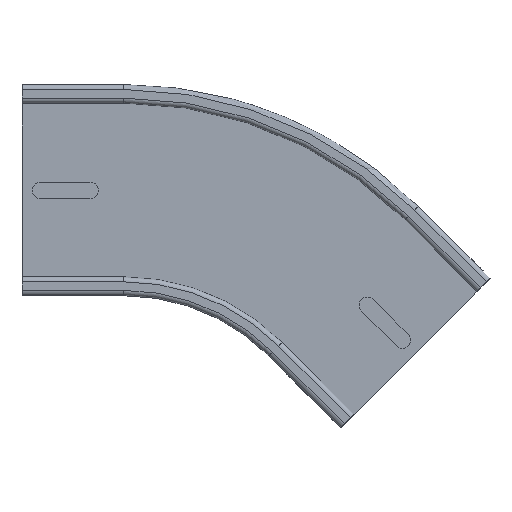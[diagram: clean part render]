
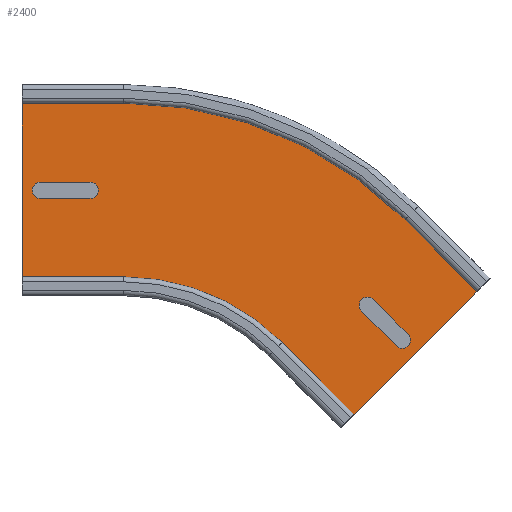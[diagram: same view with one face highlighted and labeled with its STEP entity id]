
A CAD part, top view. The second image highlights one B-rep face of the part: STEP entity #2400.
In plain terms, the highlighted planar face has unit normal (0, 0, 1).
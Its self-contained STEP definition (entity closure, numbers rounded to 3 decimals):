
#184=FACE_OUTER_BOUND('',#326,.T.);
#326=EDGE_LOOP('',(#1903,#1904,#1905,#1906,#1907,#1908,#1909,#1910));
#499=CIRCLE('',#2676,102.9);
#500=CIRCLE('',#2677,199.498);
#637=LINE('',#3914,#833);
#675=LINE('',#4037,#871);
#677=LINE('',#4043,#873);
#711=LINE('',#4144,#907);
#712=LINE('',#4146,#908);
#713=LINE('',#4148,#909);
#833=VECTOR('',#3042,1.);
#871=VECTOR('',#3166,1.);
#873=VECTOR('',#3172,1.);
#907=VECTOR('',#3280,1.);
#908=VECTOR('',#3281,1.);
#909=VECTOR('',#3282,1.);
#1081=VERTEX_POINT('',#3911);
#1082=VERTEX_POINT('',#3913);
#1124=VERTEX_POINT('',#4035);
#1125=VERTEX_POINT('',#4039);
#1155=VERTEX_POINT('',#4141);
#1156=VERTEX_POINT('',#4143);
#1157=VERTEX_POINT('',#4145);
#1158=VERTEX_POINT('',#4147);
#1337=EDGE_CURVE('',#1081,#1082,#637,.T.);
#1399=EDGE_CURVE('',#1124,#1081,#675,.T.);
#1402=EDGE_CURVE('',#1125,#1082,#677,.T.);
#1451=EDGE_CURVE('',#1124,#1155,#499,.T.);
#1452=EDGE_CURVE('',#1156,#1155,#711,.T.);
#1453=EDGE_CURVE('',#1157,#1156,#712,.T.);
#1454=EDGE_CURVE('',#1157,#1158,#713,.T.);
#1455=EDGE_CURVE('',#1125,#1158,#500,.T.);
#1903=ORIENTED_EDGE('',*,*,#1451,.T.);
#1904=ORIENTED_EDGE('',*,*,#1452,.F.);
#1905=ORIENTED_EDGE('',*,*,#1453,.F.);
#1906=ORIENTED_EDGE('',*,*,#1454,.T.);
#1907=ORIENTED_EDGE('',*,*,#1455,.F.);
#1908=ORIENTED_EDGE('',*,*,#1402,.T.);
#1909=ORIENTED_EDGE('',*,*,#1337,.F.);
#1910=ORIENTED_EDGE('',*,*,#1399,.F.);
#2320=PLANE('',#2675);
#2400=ADVANCED_FACE('',(#184),#2320,.T.);
#2675=AXIS2_PLACEMENT_3D('',#4140,#3276,#3277);
#2676=AXIS2_PLACEMENT_3D('',#4142,#3278,#3279);
#2677=AXIS2_PLACEMENT_3D('',#4149,#3283,#3284);
#3042=DIRECTION('',(0.,1.,0.));
#3166=DIRECTION('',(-1.,0.,0.));
#3172=DIRECTION('',(-1.,0.,0.));
#3276=DIRECTION('center_axis',(0.,0.,1.));
#3277=DIRECTION('ref_axis',(-0.707,0.707,0.));
#3278=DIRECTION('center_axis',(0.,0.,-1.));
#3279=DIRECTION('ref_axis',(-0.707,0.707,0.));
#3280=DIRECTION('',(-0.707,0.707,0.));
#3281=DIRECTION('',(-0.707,-0.707,0.));
#3282=DIRECTION('',(-0.707,0.707,0.));
#3283=DIRECTION('center_axis',(0.,0.,-1.));
#3284=DIRECTION('ref_axis',(-0.707,0.707,0.));
#3911=CARTESIAN_POINT('',(-171.335,-218.474,152.302));
#3913=CARTESIAN_POINT('',(-171.335,-121.876,152.302));
#3914=CARTESIAN_POINT('',(-171.335,-170.175,152.302));
#4035=CARTESIAN_POINT('',(-122.035,-218.474,152.302));
#4037=CARTESIAN_POINT('',(-122.035,-218.474,152.302));
#4039=CARTESIAN_POINT('',(-122.035,-121.876,152.302));
#4043=CARTESIAN_POINT('',(-122.035,-121.876,152.302));
#4140=CARTESIAN_POINT('Origin',(-194.797,-248.612,152.302));
#4141=CARTESIAN_POINT('',(-49.274,-248.612,152.302));
#4142=CARTESIAN_POINT('Origin',(-122.035,-321.374,152.302));
#4143=CARTESIAN_POINT('',(-14.414,-283.473,152.302));
#4144=CARTESIAN_POINT('',(-14.414,-283.473,152.302));
#4145=CARTESIAN_POINT('',(53.891,-215.168,152.302));
#4146=CARTESIAN_POINT('',(19.739,-249.32,152.302));
#4147=CARTESIAN_POINT('',(19.031,-180.307,152.302));
#4148=CARTESIAN_POINT('',(53.891,-215.168,152.302));
#4149=CARTESIAN_POINT('Origin',(-122.035,-321.374,152.302));
